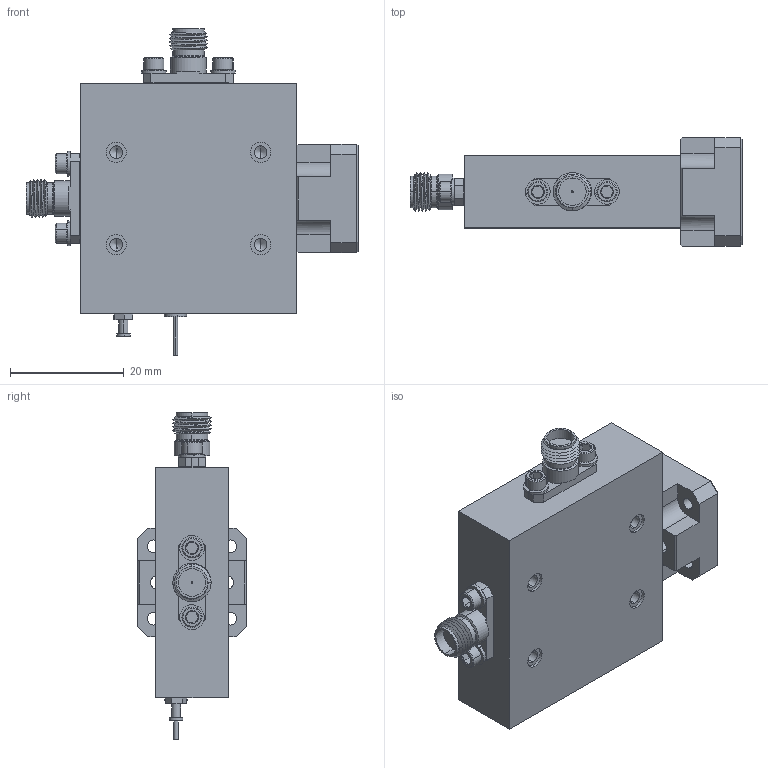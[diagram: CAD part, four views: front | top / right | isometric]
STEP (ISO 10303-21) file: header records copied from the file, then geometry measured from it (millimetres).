
FILE_DESCRIPTION (( 'STEP AP214' ), '1' );
FILE_NAME ('SR-SA, Defeatured.STEP', '2022-05-16T23:06:29', ( '' ), ( '' ), 'SwSTEP 2.0', 'SolidWorks 2021', '' );
FILE_SCHEMA (( 'AUTOMOTIVE_DESIGN' ));
Length unit declared in the file: inch
Products named in the file (1): SR-SA, Defeatured
Bounding box: 58.42 x 19.05 x 57.4 mm (x, y, z)
Volume: 22989.9 mm3; surface area: 8910.6 mm2
Topology: 14 solids, 14 shells, 559 faces, 1300 edges, 809 vertices
Faces by surface type: plane 265, cylinder 176, cone 110, torus 4, bspline 4
Entity records: 17763 total; most frequent: CARTESIAN_POINT 4833, DIRECTION 2712, ORIENTED_EDGE 2572, EDGE_CURVE 1286, AXIS2_PLACEMENT_3D 1028, VERTEX_POINT 809, VECTOR 656, LINE 656
